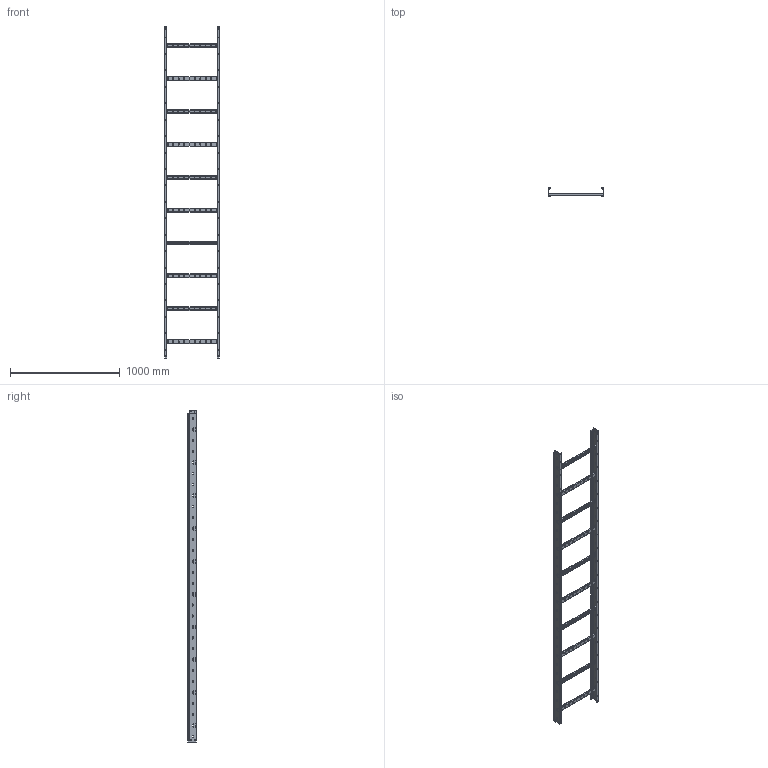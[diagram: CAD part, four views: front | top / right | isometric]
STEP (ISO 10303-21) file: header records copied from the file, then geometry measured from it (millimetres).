
FILE_DESCRIPTION (( 'STEP AP203' ), '1' );
FILE_NAME ('Ëîòîê ëåñòíè÷íûé l3000 s1.5-S1.2_80õ500.step', '2022-01-25T12:22:37', ( '' ), ( '' ), 'SwSTEP 2.0', 'SolidWorks 2017', '' );
FILE_SCHEMA (( 'CONFIG_CONTROL_DESIGN' ));
Length unit declared in the file: millimetre
Products named in the file (4): Ëîòîê ëåñòíè÷íûé l3000 s1.5-S1.2_80õ500; �������� ����� ����������� 1,5-S1.2_h80 l3000 ��; ��������� ���������������� ����� ����������� 1,5-S1.2_h80 l3000 ��; Ñ-ïëàíêà ïîïåðå÷íàÿ íîâàÿ-S1.2_500
Assembly tree (12 placements, depth 2):
  Ëîòîê ëåñòíè÷íûé l3000 s1.5-S1.2_80õ500
    �������� ����� ����������� 1,5-S1.2_h80 l3000 ��
    Ñ-ïëàíêà ïîïåðå÷íàÿ íîâàÿ-S1.2_500  x10
    ��������� ���������������� ����� ����������� 1,5-S1.2_h80 l3000 ��
Bounding box: 502.2 x 81.1 x 3030 mm (x, y, z)
Volume: 1552703.7 mm3; surface area: 2432861.1 mm2
Topology: 12 solids, 12 shells, 1326 faces, 3540 edges, 2238 vertices
Faces by surface type: plane 762, cylinder 564
Entity records: 21558 total; most frequent: DIRECTION 3660, CARTESIAN_POINT 3591, ORIENTED_EDGE 3552, EDGE_CURVE 1776, AXIS2_PLACEMENT_3D 1251, LINE 1158, VECTOR 1158, VERTEX_POINT 1158
